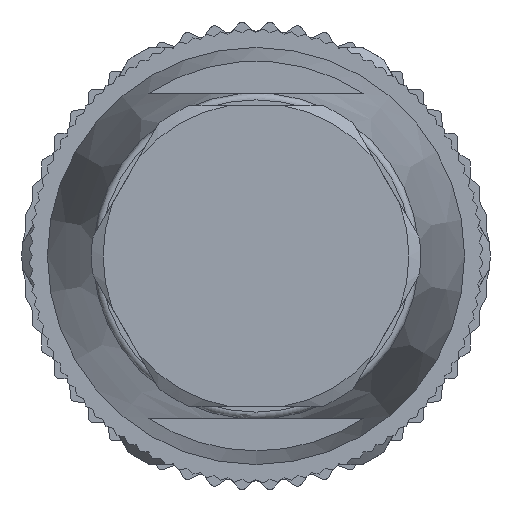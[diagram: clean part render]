
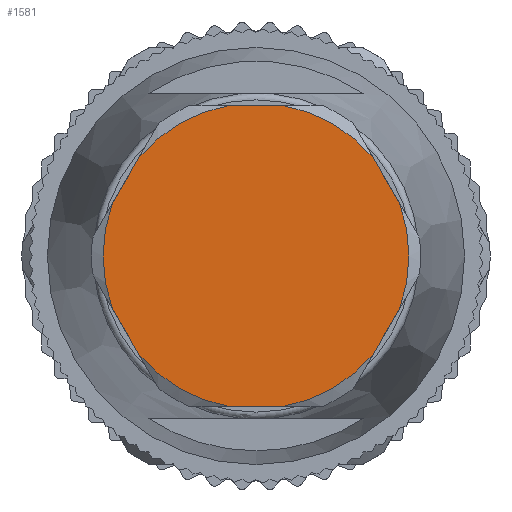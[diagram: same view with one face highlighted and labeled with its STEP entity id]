
A CAD part, left-side view. The second image highlights one B-rep face of the part: STEP entity #1581.
In plain terms, the highlighted planar face has unit normal (-1, 0, 0).
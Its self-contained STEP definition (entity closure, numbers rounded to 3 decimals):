
#453=PLANE('',#12722);
#1581=ADVANCED_FACE('',(#2400),#453,.T.);
#2400=FACE_OUTER_BOUND('',#3049,.T.);
#3049=EDGE_LOOP('',(#6895,#6896,#6897,#6898,#6899,#6900,#6901,#6902,#6903,
#6904,#6905,#6906));
#3466=CIRCLE('',#12716,6.6);
#3467=CIRCLE('',#12717,6.6);
#3468=CIRCLE('',#12718,6.6);
#3469=CIRCLE('',#12719,6.6);
#3470=CIRCLE('',#12720,6.6);
#3471=CIRCLE('',#12721,6.6);
#6895=ORIENTED_EDGE('',*,*,#9865,.T.);
#6896=ORIENTED_EDGE('',*,*,#9866,.T.);
#6897=ORIENTED_EDGE('',*,*,#9867,.T.);
#6898=ORIENTED_EDGE('',*,*,#9868,.T.);
#6899=ORIENTED_EDGE('',*,*,#9869,.T.);
#6900=ORIENTED_EDGE('',*,*,#9870,.T.);
#6901=ORIENTED_EDGE('',*,*,#9871,.T.);
#6902=ORIENTED_EDGE('',*,*,#9872,.T.);
#6903=ORIENTED_EDGE('',*,*,#9873,.T.);
#6904=ORIENTED_EDGE('',*,*,#9874,.T.);
#6905=ORIENTED_EDGE('',*,*,#9875,.T.);
#6906=ORIENTED_EDGE('',*,*,#9876,.T.);
#8128=VERTEX_POINT('',#21622);
#8129=VERTEX_POINT('',#21623);
#8130=VERTEX_POINT('',#21625);
#8131=VERTEX_POINT('',#21627);
#8132=VERTEX_POINT('',#21629);
#8133=VERTEX_POINT('',#21631);
#8134=VERTEX_POINT('',#21633);
#8135=VERTEX_POINT('',#21635);
#8136=VERTEX_POINT('',#21637);
#8137=VERTEX_POINT('',#21639);
#8138=VERTEX_POINT('',#21641);
#8139=VERTEX_POINT('',#21643);
#9865=EDGE_CURVE('',#8128,#8129,#10794,.T.);
#9866=EDGE_CURVE('',#8129,#8130,#3466,.T.);
#9867=EDGE_CURVE('',#8130,#8131,#10795,.T.);
#9868=EDGE_CURVE('',#8131,#8132,#3467,.T.);
#9869=EDGE_CURVE('',#8132,#8133,#10796,.T.);
#9870=EDGE_CURVE('',#8133,#8134,#3468,.T.);
#9871=EDGE_CURVE('',#8134,#8135,#10797,.T.);
#9872=EDGE_CURVE('',#8135,#8136,#3469,.T.);
#9873=EDGE_CURVE('',#8136,#8137,#10798,.T.);
#9874=EDGE_CURVE('',#8137,#8138,#3470,.T.);
#9875=EDGE_CURVE('',#8138,#8139,#10799,.T.);
#9876=EDGE_CURVE('',#8139,#8128,#3471,.T.);
#10794=LINE('',#21621,#11704);
#10795=LINE('',#21626,#11705);
#10796=LINE('',#21630,#11706);
#10797=LINE('',#21634,#11707);
#10798=LINE('',#21638,#11708);
#10799=LINE('',#21642,#11709);
#11704=VECTOR('',#15648,1.);
#11705=VECTOR('',#15651,1.);
#11706=VECTOR('',#15654,1.);
#11707=VECTOR('',#15657,1.);
#11708=VECTOR('',#15660,1.);
#11709=VECTOR('',#15663,1.);
#12716=AXIS2_PLACEMENT_3D('',#21624,#15649,#15650);
#12717=AXIS2_PLACEMENT_3D('',#21628,#15652,#15653);
#12718=AXIS2_PLACEMENT_3D('',#21632,#15655,#15656);
#12719=AXIS2_PLACEMENT_3D('',#21636,#15658,#15659);
#12720=AXIS2_PLACEMENT_3D('',#21640,#15661,#15662);
#12721=AXIS2_PLACEMENT_3D('',#21644,#15664,#15665);
#12722=AXIS2_PLACEMENT_3D('',#21645,#15666,#15667);
#15648=DIRECTION('',(0.,-1.,0.));
#15649=DIRECTION('',(-1.,0.,0.));
#15650=DIRECTION('',(0.,1.,0.));
#15651=DIRECTION('',(0.,-0.5,0.866));
#15652=DIRECTION('',(-1.,0.,0.));
#15653=DIRECTION('',(0.,1.,0.));
#15654=DIRECTION('',(0.,0.5,0.866));
#15655=DIRECTION('',(-1.,0.,0.));
#15656=DIRECTION('',(0.,1.,0.));
#15657=DIRECTION('',(0.,1.,0.));
#15658=DIRECTION('',(-1.,0.,0.));
#15659=DIRECTION('',(0.,1.,0.));
#15660=DIRECTION('',(0.,0.5,-0.866));
#15661=DIRECTION('',(-1.,0.,0.));
#15662=DIRECTION('',(0.,1.,0.));
#15663=DIRECTION('',(0.,-0.5,-0.866));
#15664=DIRECTION('',(-1.,0.,0.));
#15665=DIRECTION('',(0.,1.,0.));
#15666=DIRECTION('',(-1.,0.,0.));
#15667=DIRECTION('',(0.,1.,0.));
#21621=CARTESIAN_POINT('',(-43.5,5.,-6.5));
#21622=CARTESIAN_POINT('',(-43.5,1.145,-6.5));
#21623=CARTESIAN_POINT('',(-43.5,-1.145,-6.5));
#21624=CARTESIAN_POINT('',(-43.5,0.,0.));
#21625=CARTESIAN_POINT('',(-43.5,-5.057,-4.241));
#21626=CARTESIAN_POINT('',(-43.5,-3.129,-7.58));
#21627=CARTESIAN_POINT('',(-43.5,-6.201,-2.259));
#21628=CARTESIAN_POINT('',(-43.5,0.,0.));
#21629=CARTESIAN_POINT('',(-43.5,-6.201,2.259));
#21630=CARTESIAN_POINT('',(-43.5,-8.129,-1.08));
#21631=CARTESIAN_POINT('',(-43.5,-5.057,4.241));
#21632=CARTESIAN_POINT('',(-43.5,0.,0.));
#21633=CARTESIAN_POINT('',(-43.5,-1.145,6.5));
#21634=CARTESIAN_POINT('',(-43.5,-5.,6.5));
#21635=CARTESIAN_POINT('',(-43.5,1.145,6.5));
#21636=CARTESIAN_POINT('',(-43.5,0.,0.));
#21637=CARTESIAN_POINT('',(-43.5,5.057,4.241));
#21638=CARTESIAN_POINT('',(-43.5,3.129,7.58));
#21639=CARTESIAN_POINT('',(-43.5,6.201,2.259));
#21640=CARTESIAN_POINT('',(-43.5,0.,0.));
#21641=CARTESIAN_POINT('',(-43.5,6.201,-2.259));
#21642=CARTESIAN_POINT('',(-43.5,8.129,1.08));
#21643=CARTESIAN_POINT('',(-43.5,5.057,-4.241));
#21644=CARTESIAN_POINT('',(-43.5,0.,0.));
#21645=CARTESIAN_POINT('',(-43.5,0.,0.));
